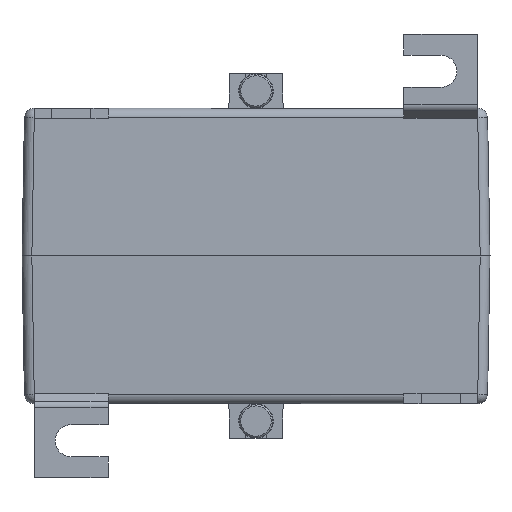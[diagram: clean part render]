
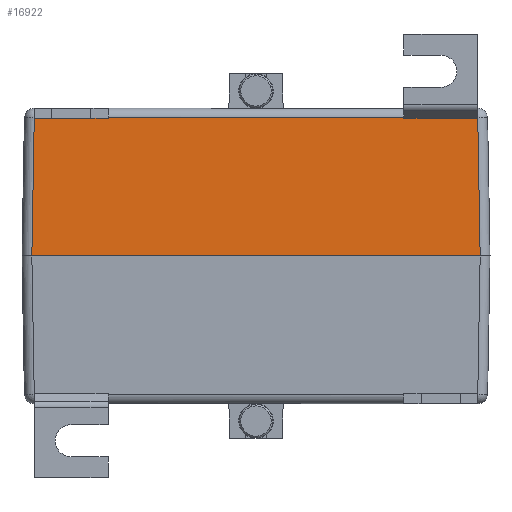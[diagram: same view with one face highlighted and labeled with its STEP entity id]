
A CAD part, front view. The second image highlights one B-rep face of the part: STEP entity #16922.
In plain terms, the highlighted planar face has unit normal (0, -1, 0.018).
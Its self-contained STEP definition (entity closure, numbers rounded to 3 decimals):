
#4 = PLANE ( 'NONE',  #55 ) ;
#7 = VECTOR ( 'NONE', #67, 1000. ) ;
#8 = CARTESIAN_POINT ( 'NONE',  ( 44.731, -50.014, -0.805 ) ) ;
#9 = LINE ( 'NONE', #8, #7 ) ;
#10 = DIRECTION ( 'NONE',  ( -1., 0., 0. ) ) ;
#11 = VECTOR ( 'NONE', #10, 1000. ) ;
#12 = CARTESIAN_POINT ( 'NONE',  ( -47.5, -49.511, 27.988 ) ) ;
#22 = CARTESIAN_POINT ( 'NONE',  ( 44.982, -49.511, 27.988 ) ) ;
#23 = FACE_OUTER_BOUND ( 'NONE', #16918, .T. ) ;
#39 = LINE ( 'NONE', #41, #97 ) ;
#40 = DIRECTION ( 'NONE',  ( -1., 0., 0. ) ) ;
#41 = CARTESIAN_POINT ( 'NONE',  ( -47.5, -49.511, 27.988 ) ) ;
#45 = CARTESIAN_POINT ( 'NONE',  ( -44.983, -49.511, 28.035 ) ) ;
#46 = DIRECTION ( 'NONE',  ( -0.009, 0.017, 1. ) ) ;
#47 = VECTOR ( 'NONE', #46, 1000. ) ;
#48 = CARTESIAN_POINT ( 'NONE',  ( -44.738, -50., 0.024 ) ) ;
#49 = CARTESIAN_POINT ( 'NONE',  ( -30.018, -49.511, 27.988 ) ) ;
#50 = DIRECTION ( 'NONE',  ( 0., -0.017, -1. ) ) ;
#52 = LINE ( 'NONE', #48, #47 ) ;
#53 = CARTESIAN_POINT ( 'NONE',  ( -44.982, -49.511, 27.988 ) ) ;
#54 = LINE ( 'NONE', #93, #91 ) ;
#55 = AXIS2_PLACEMENT_3D ( 'NONE', #64, #60, #50 ) ;
#60 = DIRECTION ( 'NONE',  ( 0., -1., 0.017 ) ) ;
#64 = CARTESIAN_POINT ( 'NONE',  ( -47.5, -50., 0. ) ) ;
#65 = CARTESIAN_POINT ( 'NONE',  ( 30.018, -49.511, 27.988 ) ) ;
#67 = DIRECTION ( 'NONE',  ( -0.009, -0.017, -1. ) ) ;
#86 = DIRECTION ( 'NONE',  ( -0.009, 0.017, 1. ) ) ;
#87 = VECTOR ( 'NONE', #86, 1000. ) ;
#88 = CARTESIAN_POINT ( 'NONE',  ( 30.256, -49.988, 0.678 ) ) ;
#89 = LINE ( 'NONE', #88, #87 ) ;
#90 = DIRECTION ( 'NONE',  ( -0.009, -0.017, -1. ) ) ;
#91 = VECTOR ( 'NONE', #90, 1000. ) ;
#93 = CARTESIAN_POINT ( 'NONE',  ( -30.263, -50.003, -0.15 ) ) ;
#97 = VECTOR ( 'NONE', #40, 1000. ) ;
#102 = DIRECTION ( 'NONE',  ( -0.017, -0.017, -1. ) ) ;
#103 = VECTOR ( 'NONE', #102, 1000. ) ;
#119 = CARTESIAN_POINT ( 'NONE',  ( -45.501, -50.001, -0.035 ) ) ;
#120 = LINE ( 'NONE', #119, #103 ) ;
#141 = DIRECTION ( 'NONE',  ( -1., 0., 0. ) ) ;
#142 = VECTOR ( 'NONE', #141, 1000. ) ;
#143 = CARTESIAN_POINT ( 'NONE',  ( -47.5, -49.511, 28.035 ) ) ;
#144 = LINE ( 'NONE', #143, #142 ) ;
#145 = DIRECTION ( 'NONE',  ( -0.017, 0.017, 1. ) ) ;
#146 = VECTOR ( 'NONE', #145, 1000. ) ;
#147 = CARTESIAN_POINT ( 'NONE',  ( 45.472, -49.972, 1.622 ) ) ;
#148 = LINE ( 'NONE', #147, #146 ) ;
#252 = VERTEX_POINT ( 'NONE', #1071 ) ;
#260 = VERTEX_POINT ( 'NONE', #1209 ) ;
#272 = EDGE_CURVE ( 'NONE', #296, #309, #1182, .T. ) ;
#296 = VERTEX_POINT ( 'NONE', #1271 ) ;
#309 = VERTEX_POINT ( 'NONE', #1383 ) ;
#395 = EDGE_CURVE ( 'NONE', #260, #252, #1725, .T. ) ;
#1071 = CARTESIAN_POINT ( 'NONE',  ( -30.017, -49.511, 28.035 ) ) ;
#1179 = DIRECTION ( 'NONE',  ( -1., 0., 0. ) ) ;
#1180 = VECTOR ( 'NONE', #1179, 1000. ) ;
#1181 = CARTESIAN_POINT ( 'NONE',  ( -47.5, -49.511, 28.035 ) ) ;
#1182 = LINE ( 'NONE', #1181, #1180 ) ;
#1209 = CARTESIAN_POINT ( 'NONE',  ( 30.017, -49.511, 28.035 ) ) ;
#1271 = CARTESIAN_POINT ( 'NONE',  ( 45.011, -49.511, 28.035 ) ) ;
#1383 = CARTESIAN_POINT ( 'NONE',  ( 44.983, -49.511, 28.035 ) ) ;
#1719 = DIRECTION ( 'NONE',  ( -1., 0., 0. ) ) ;
#1720 = VECTOR ( 'NONE', #1719, 1000. ) ;
#1723 = CARTESIAN_POINT ( 'NONE',  ( -47.5, -49.511, 28.035 ) ) ;
#1725 = LINE ( 'NONE', #1723, #1720 ) ;
#16640 = VERTEX_POINT ( 'NONE', #26493 ) ;
#16647 = EDGE_CURVE ( 'NONE', #16640, #16651, #26491, .T. ) ;
#16651 = VERTEX_POINT ( 'NONE', #26611 ) ;
#16866 = VERTEX_POINT ( 'NONE', #27165 ) ;
#16885 = ORIENTED_EDGE ( 'NONE', *, *, #272, .T. ) ;
#16891 = ORIENTED_EDGE ( 'NONE', *, *, #16906, .T. ) ;
#16905 = EDGE_CURVE ( 'NONE', #16914, #16909, #27370, .T. ) ;
#16906 = EDGE_CURVE ( 'NONE', #309, #16914, #9, .T. ) ;
#16909 = VERTEX_POINT ( 'NONE', #65 ) ;
#16912 = ORIENTED_EDGE ( 'NONE', *, *, #395, .T. ) ;
#16913 = ORIENTED_EDGE ( 'NONE', *, *, #16938, .T. ) ;
#16914 = VERTEX_POINT ( 'NONE', #22 ) ;
#16916 = ORIENTED_EDGE ( 'NONE', *, *, #16955, .T. ) ;
#16918 = EDGE_LOOP ( 'NONE', ( #16885, #16891, #16936, #16913, #16912, #16928, #16920, #16954, #16916, #16943, #16926, #16930 ) ) ;
#16920 = ORIENTED_EDGE ( 'NONE', *, *, #16927, .T. ) ;
#16922 = ADVANCED_FACE ( 'NONE', ( #23 ), #4, .T. ) ;
#16924 = EDGE_CURVE ( 'NONE', #16929, #16933, #52, .T. ) ;
#16926 = ORIENTED_EDGE ( 'NONE', *, *, #16647, .T. ) ;
#16927 = EDGE_CURVE ( 'NONE', #16932, #16929, #39, .T. ) ;
#16928 = ORIENTED_EDGE ( 'NONE', *, *, #16937, .T. ) ;
#16929 = VERTEX_POINT ( 'NONE', #53 ) ;
#16930 = ORIENTED_EDGE ( 'NONE', *, *, #16953, .T. ) ;
#16932 = VERTEX_POINT ( 'NONE', #49 ) ;
#16933 = VERTEX_POINT ( 'NONE', #45 ) ;
#16936 = ORIENTED_EDGE ( 'NONE', *, *, #16905, .T. ) ;
#16937 = EDGE_CURVE ( 'NONE', #252, #16932, #54, .T. ) ;
#16938 = EDGE_CURVE ( 'NONE', #16909, #260, #89, .T. ) ;
#16943 = ORIENTED_EDGE ( 'NONE', *, *, #16945, .T. ) ;
#16945 = EDGE_CURVE ( 'NONE', #16866, #16640, #120, .T. ) ;
#16953 = EDGE_CURVE ( 'NONE', #16651, #296, #148, .T. ) ;
#16954 = ORIENTED_EDGE ( 'NONE', *, *, #16924, .T. ) ;
#16955 = EDGE_CURVE ( 'NONE', #16933, #16866, #144, .T. ) ;
#26481 = VECTOR ( 'NONE', #26531, 1000. ) ;
#26491 = LINE ( 'NONE', #26532, #26481 ) ;
#26493 = CARTESIAN_POINT ( 'NONE',  ( -45.5, -50., 0. ) ) ;
#26531 = DIRECTION ( 'NONE',  ( 1., 0., 0. ) ) ;
#26532 = CARTESIAN_POINT ( 'NONE',  ( -47.5, -50., 0. ) ) ;
#26611 = CARTESIAN_POINT ( 'NONE',  ( 45.5, -50., 0. ) ) ;
#27165 = CARTESIAN_POINT ( 'NONE',  ( -45.011, -49.511, 28.035 ) ) ;
#27370 = LINE ( 'NONE', #12, #11 ) ;
